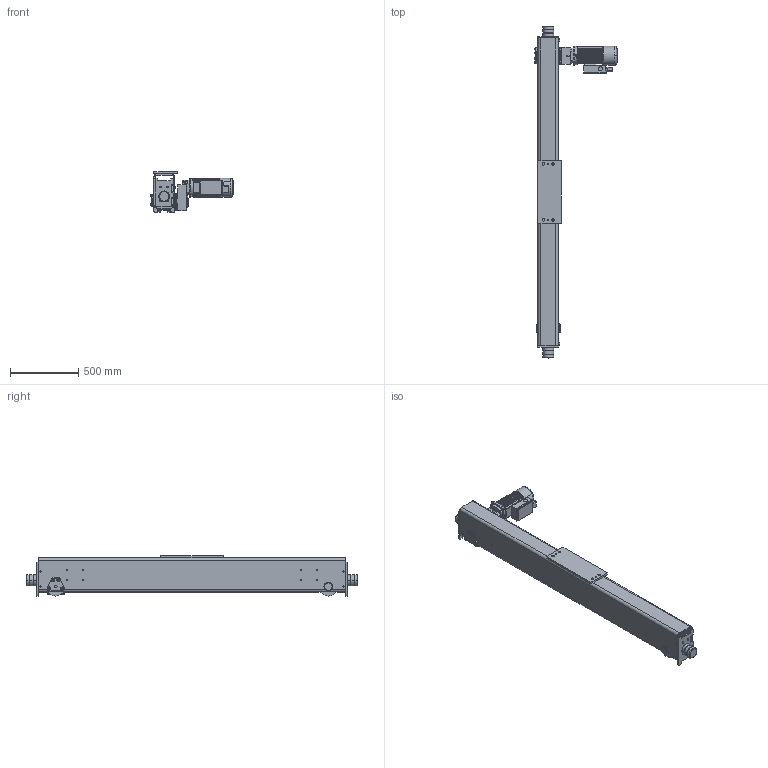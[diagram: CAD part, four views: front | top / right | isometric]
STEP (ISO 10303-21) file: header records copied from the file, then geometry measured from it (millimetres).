
FILE_DESCRIPTION(('STEP AP214'),'1');
FILE_NAME('export.stp','2018-10-28T16:06:29',(' '),(' '),'Spatial InterOp 3D',' ',' ');
FILE_SCHEMA(('AUTOMOTIVE_DESIGN { 1 0 10303 214 1 1 1 1 }'));
Length unit declared in the file: millimetre
Products named in the file (13): 1_EBN_ECN_11; STEEL_STRUCT; ENDCARIDLEWHE; ENDCARWHE; ENDPLA_11; WHEEL_FLANGE; BUF1_PUR; BUF2_PUR; ENDJOI_P_; GEAR_GES3; MOT_8_2F1
Assembly tree (12 placements, depth 2):
  1_EBN_ECN_11
    STEEL_STRUCT
    ENDCARIDLEWHE
    ENDCARWHE
    ENDPLA_11
    ENDPLA_11
    WHEEL_FLANGE
    WHEEL_FLANGE
    BUF1_PUR
    BUF2_PUR
    ENDJOI_P_
    GEAR_GES3
    MOT_8_2F1
Bounding box: 603 x 2436 x 295 mm (x, y, z)
Volume: 26422788.6 mm3; surface area: 4515054.4 mm2
Topology: 12 solids, 13 shells, 1205 faces, 3158 edges, 2042 vertices
Faces by surface type: cylinder 554, plane 551, cone 42, torus 38, extrusion 18, bspline 2
Entity records: 54710 total; most frequent: CARTESIAN_POINT 9849, DIRECTION 6863, ORIENTED_EDGE 6312, EDGE_CURVE 3156, AXIS2_PLACEMENT_3D 2591, VERTEX_POINT 2042, STYLED_ITEM 1985, PRESENTATION_STYLE_ASSIGNMENT 1985
